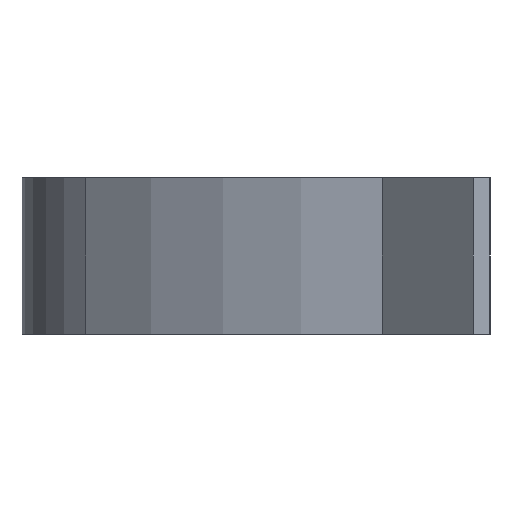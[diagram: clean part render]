
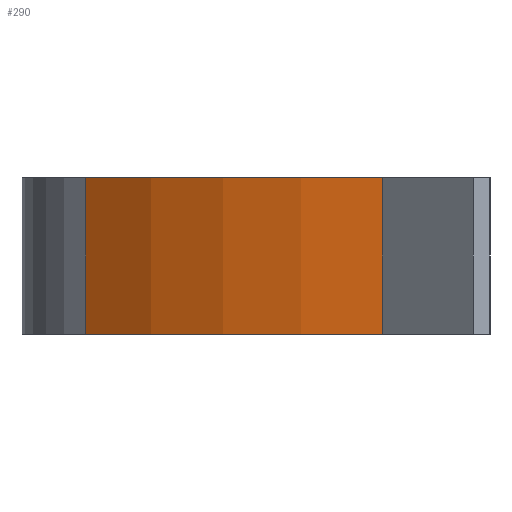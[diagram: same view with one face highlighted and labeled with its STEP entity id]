
A CAD part, left-side view. The second image highlights one B-rep face of the part: STEP entity #290.
In plain terms, the highlighted cylindrical face has radius 26.408 mm (diameter 52.817 mm), a partial arc.
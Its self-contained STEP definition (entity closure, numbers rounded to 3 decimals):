
#28=FACE_OUTER_BOUND('',#44,.T.);
#44=EDGE_LOOP('',(#213,#214,#215,#216));
#60=LINE('',#481,#86);
#62=LINE('',#489,#88);
#86=VECTOR('',#391,10.);
#88=VECTOR('',#399,10.);
#117=CIRCLE('',#340,26.408);
#118=CIRCLE('',#341,26.408);
#134=VERTEX_POINT('',#478);
#135=VERTEX_POINT('',#480);
#137=VERTEX_POINT('',#486);
#138=VERTEX_POINT('',#488);
#165=EDGE_CURVE('',#134,#135,#60,.T.);
#168=EDGE_CURVE('',#134,#137,#117,.T.);
#169=EDGE_CURVE('',#137,#138,#62,.T.);
#170=EDGE_CURVE('',#135,#138,#118,.T.);
#213=ORIENTED_EDGE('',*,*,#165,.F.);
#214=ORIENTED_EDGE('',*,*,#168,.T.);
#215=ORIENTED_EDGE('',*,*,#169,.T.);
#216=ORIENTED_EDGE('',*,*,#170,.F.);
#282=CYLINDRICAL_SURFACE('',#339,26.408);
#290=ADVANCED_FACE('',(#28),#282,.T.);
#339=AXIS2_PLACEMENT_3D('',#485,#395,#396);
#340=AXIS2_PLACEMENT_3D('',#487,#397,#398);
#341=AXIS2_PLACEMENT_3D('',#490,#400,#401);
#391=DIRECTION('',(0.,0.,1.));
#395=DIRECTION('center_axis',(0.,0.,1.));
#396=DIRECTION('ref_axis',(-0.459,0.888,0.));
#397=DIRECTION('center_axis',(0.,0.,1.));
#398=DIRECTION('ref_axis',(-0.459,0.888,0.));
#399=DIRECTION('',(0.,0.,1.));
#400=DIRECTION('center_axis',(0.,0.,1.));
#401=DIRECTION('ref_axis',(-0.459,0.888,0.));
#478=CARTESIAN_POINT('',(-7.387,15.698,0.));
#480=CARTESIAN_POINT('',(-7.387,15.698,8.));
#481=CARTESIAN_POINT('',(-7.387,15.698,0.));
#485=CARTESIAN_POINT('Origin',(12.12,-2.103,0.));
#486=CARTESIAN_POINT('',(-14.155,0.542,0.));
#487=CARTESIAN_POINT('Origin',(12.12,-2.103,0.));
#488=CARTESIAN_POINT('',(-14.155,0.542,8.));
#489=CARTESIAN_POINT('',(-14.155,0.542,0.));
#490=CARTESIAN_POINT('Origin',(12.12,-2.103,8.));
